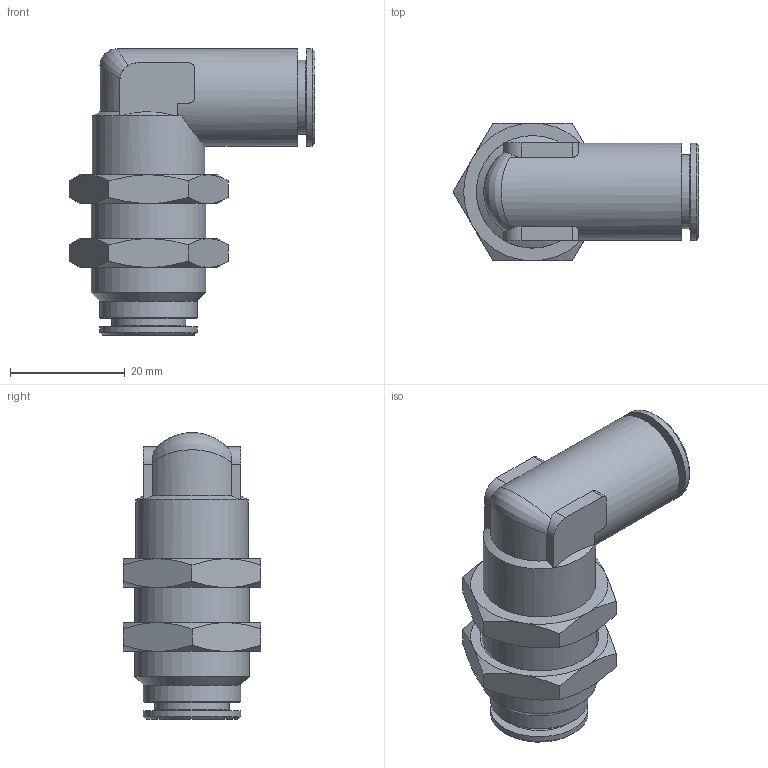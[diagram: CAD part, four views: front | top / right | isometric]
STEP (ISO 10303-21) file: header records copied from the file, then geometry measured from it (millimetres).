
FILE_DESCRIPTION(/* description */ (''),/* implementation_level */ '2;1');
FILE_NAME(/* name */ 'iqsls_120_msv.stp',/* time_stamp */ '2017-11-13T12:35:32+01:00',/* author */ ('Hamoud'),/* organization */ (''),/* preprocessor_version */ 'ST-DEVELOPER v15.6',/* originating_system */ 'Autodesk Inventor LT ',/* authorisation */ '');
FILE_SCHEMA (('AUTOMOTIVE_DESIGN { 1 0 10303 214 3 1 1 }'));
Length unit declared in the file: millimetre
Products named in the file (1): iqsls_120_msv
Bounding box: 42.86 x 24 x 50 mm (x, y, z)
Volume: 11400.7 mm3; surface area: 11654 mm2
Topology: 5 solids, 5 shells, 130 faces, 280 edges, 168 vertices
Faces by surface type: plane 47, cone 47, cylinder 32, torus 2, sphere 1, bspline 1
Full cylindrical faces by diameter (mm): 10 x1, 11 x1, 12.15 x2, 12.25 x2, 12.9 x2, 13 x1, 14.5 x2, 15.8 x3, 16.8 x1, 17 x6, 18.733 x1, 19.6 x1, 20 x1
Entity records: 5536 total; most frequent: CARTESIAN_POINT 2995, DIRECTION 518, ORIENTED_EDGE 446, AXIS2_PLACEMENT_3D 235, EDGE_CURVE 223, EDGE_LOOP 192, VERTEX_POINT 157, FACE_OUTER_BOUND 129
